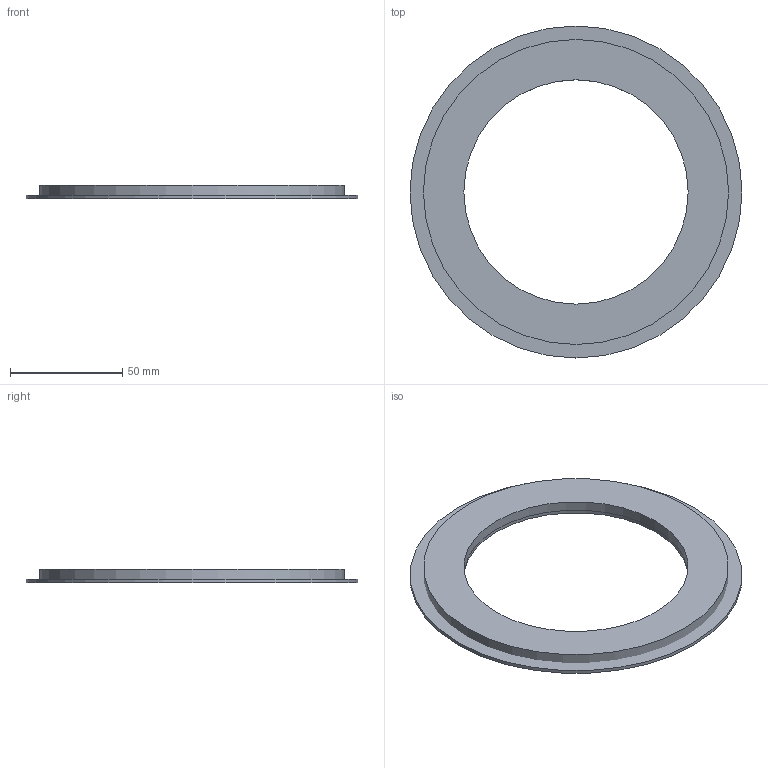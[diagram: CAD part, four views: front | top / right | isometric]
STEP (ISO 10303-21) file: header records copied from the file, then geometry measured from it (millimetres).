
FILE_DESCRIPTION(('FreeCAD Model'),'2;1');
FILE_NAME('Open CASCADE Shape Model','2024-10-03T11:36:29',('Author'),( ''),'Open CASCADE STEP processor 7.8','FreeCAD','Unknown');
FILE_SCHEMA(('AUTOMOTIVE_DESIGN { 1 0 10303 214 1 1 1 1 }'));
Length unit declared in the file: millimetre
Products named in the file (3): M21PumpAdapter; Tube001; Tube
Assembly tree (2 placements, depth 2):
  M21PumpAdapter
    Tube001
    Tube
Bounding box: 148 x 148 x 6 mm (x, y, z)
Volume: 54060.5 mm3; surface area: 37661.4 mm2
Topology: 2 solids, 2 shells, 8 faces, 12 edges, 8 vertices
Faces by surface type: cylinder 4, plane 4
Full cylindrical faces by diameter (mm): 100 x2, 136 x1, 148 x1
Entity records: 258 total; most frequent: DIRECTION 42, CARTESIAN_POINT 31, ORIENTED_EDGE 24, AXIS2_PLACEMENT_3D 19, FACE_BOUND 12, EDGE_LOOP 12, EDGE_CURVE 12, ADVANCED_FACE 8
